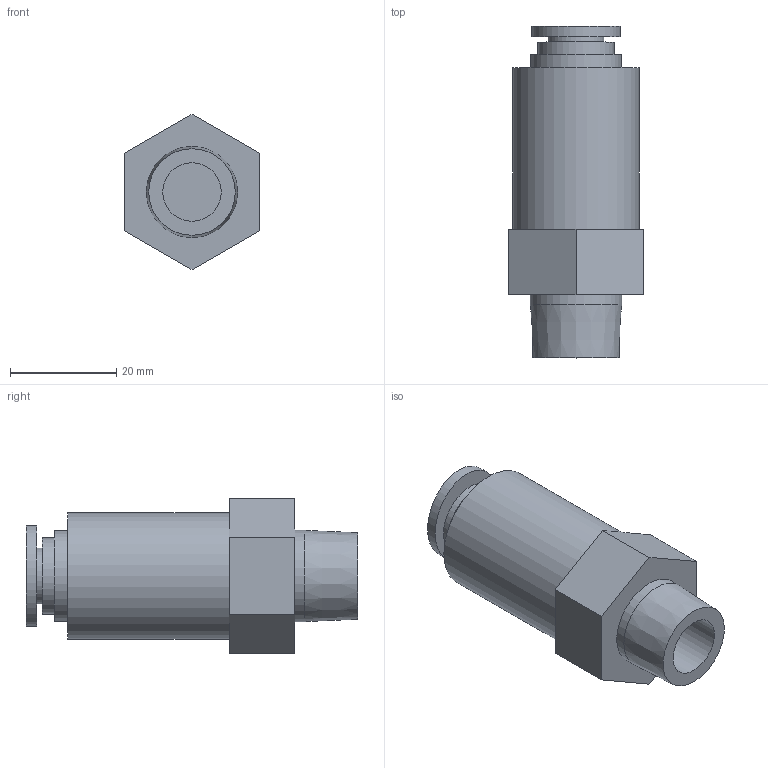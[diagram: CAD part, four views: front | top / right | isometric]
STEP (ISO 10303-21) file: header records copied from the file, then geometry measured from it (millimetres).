
FILE_DESCRIPTION(/* description */ ('Unknown'),/* implementation_level */ '2;1');
FILE_NAME(/* name */ 'CP1.3;8.3;8',/* time_stamp */ '2018-09-26T10:26:16-04:00',/* author */ ('Unknown'),/* organization */ ('Unknown'),/* preprocessor_version */ 'ST-DEVELOPER v16.7',/* originating_system */ 'DEX',/* authorisation */ $);
FILE_SCHEMA (('AUTOMOTIVE_DESIGN {1 0 10303 214 3 1 1}'));
Length unit declared in the file: millimetre
Products named in the file (1): CP1.3;8.3;8
Bounding box: 25.3 x 62.4 x 29.21 mm (x, y, z)
Volume: 20371.6 mm3; surface area: 7316.2 mm2
Topology: 1 solids, 1 shells, 25 faces, 46 edges, 31 vertices
Faces by surface type: plane 16, cylinder 7, cone 1, bspline 1
Full cylindrical faces by diameter (mm): 9.53 x1, 10.53 x1, 11 x1, 14.3 x1, 17 x1, 17.145 x1, 23.7 x1
Entity records: 795 total; most frequent: CARTESIAN_POINT 127, DIRECTION 102, ORIENTED_EDGE 70, EDGE_LOOP 42, FACE_BOUND 42, AXIS2_PLACEMENT_3D 42, EDGE_CURVE 35, VERTEX_POINT 29
